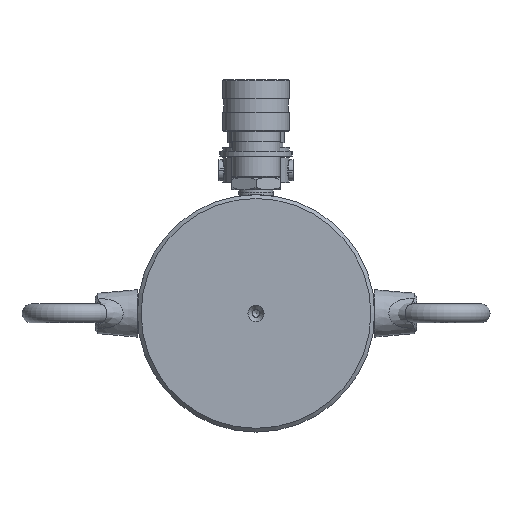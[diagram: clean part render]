
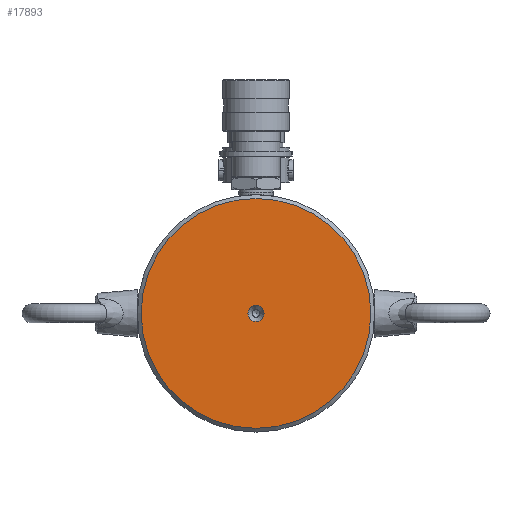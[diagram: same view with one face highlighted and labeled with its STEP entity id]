
A CAD part, front view. The second image highlights one B-rep face of the part: STEP entity #17893.
In plain terms, the highlighted planar face has unit normal (0, -1, 0).
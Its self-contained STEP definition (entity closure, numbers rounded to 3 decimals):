
#286 = ORIENTED_EDGE ( 'NONE', *, *, #512, .F. ) ;
#512 = EDGE_CURVE ( 'NONE', #17493, #17493, #5086, .T. ) ;
#729 = DIRECTION ( 'NONE',  ( 0., 1., 0. ) ) ;
#2436 = DIRECTION ( 'NONE',  ( 0., 0., 1. ) ) ;
#3319 = AXIS2_PLACEMENT_3D ( 'NONE', #12341, #729, #2436 ) ;
#3380 = CARTESIAN_POINT ( 'NONE',  ( 0., 0., 0. ) ) ;
#5086 = CIRCLE ( 'NONE', #18412, 4.25 ) ;
#5306 = AXIS2_PLACEMENT_3D ( 'NONE', #8876, #13839, #15649 ) ;
#7245 = CARTESIAN_POINT ( 'NONE',  ( 0., 0., 60.5 ) ) ;
#7350 = ORIENTED_EDGE ( 'NONE', *, *, #20108, .T. ) ;
#7708 = CARTESIAN_POINT ( 'NONE',  ( 0., 0., -4.25 ) ) ;
#8876 = CARTESIAN_POINT ( 'NONE',  ( 0., 0., 0. ) ) ;
#10105 = DIRECTION ( 'NONE',  ( 0., -1., 0. ) ) ;
#10746 = PLANE ( 'NONE',  #3319 ) ;
#12341 = CARTESIAN_POINT ( 'NONE',  ( 0., 0., 0. ) ) ;
#13172 = EDGE_LOOP ( 'NONE', ( #7350 ) ) ;
#13839 = DIRECTION ( 'NONE',  ( 0., -1., 0. ) ) ;
#14504 = VERTEX_POINT ( 'NONE', #7245 ) ;
#14611 = CIRCLE ( 'NONE', #5306, 60.5 ) ;
#15649 = DIRECTION ( 'NONE',  ( 0., 0., 1. ) ) ;
#17493 = VERTEX_POINT ( 'NONE', #7708 ) ;
#17893 = ADVANCED_FACE ( 'NONE', ( #19963, #21571 ), #10746, .F. ) ;
#18412 = AXIS2_PLACEMENT_3D ( 'NONE', #3380, #10105, #18830 ) ;
#18830 = DIRECTION ( 'NONE',  ( 0., 0., -1. ) ) ;
#19963 = FACE_BOUND ( 'NONE', #20307, .T. ) ;
#20108 = EDGE_CURVE ( 'NONE', #14504, #14504, #14611, .T. ) ;
#20307 = EDGE_LOOP ( 'NONE', ( #286 ) ) ;
#21571 = FACE_OUTER_BOUND ( 'NONE', #13172, .T. ) ;
